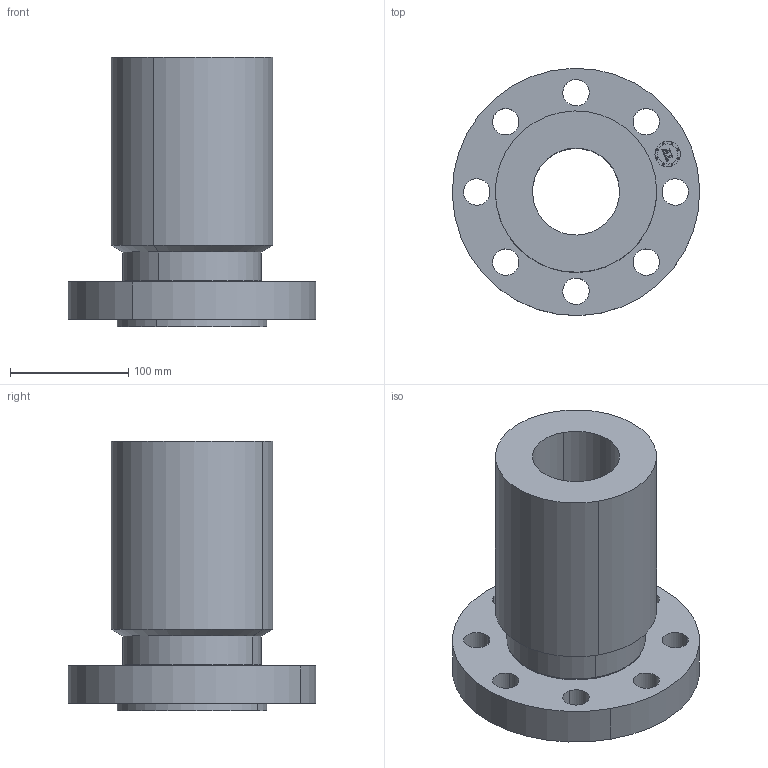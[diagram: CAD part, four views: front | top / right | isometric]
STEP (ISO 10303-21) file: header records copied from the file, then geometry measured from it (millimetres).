
FILE_DESCRIPTION(('3D STEP'),'2;1');
FILE_NAME('3-600-HB-RF-STD-CONN-FLANGE.stp','2013-11-28T22:30:32+00:00',('Texas Flange'),(''),'CATIA Version 5 Release 20 SP 6 (IN-10)','CATIA V5 STEP AP214','800-826-3801');
FILE_SCHEMA(('AUTOMOTIVE_DESIGN { 1 0 10303 214 1 1 1 1 }'));
Length unit declared in the file: inch
Products named in the file (1): 3-600-HB-RF-STD-CONN-FLANGE
Bounding box: 209.49 x 209.49 x 228.6 mm (x, y, z)
Volume: 2786488.1 mm3; surface area: 234890 mm2
Topology: 1 solids, 1 shells, 421 faces, 1192 edges, 792 vertices
Faces by surface type: plane 369, cylinder 46, cone 4, torus 2
Entity records: 15785 total; most frequent: ORIENTED_EDGE 2384, CARTESIAN_POINT 2356, DIRECTION 1934, EDGE_CURVE 1192, VECTOR 1094, LINE 1094, VERTEX_POINT 792, AXIS2_PLACEMENT_3D 470
